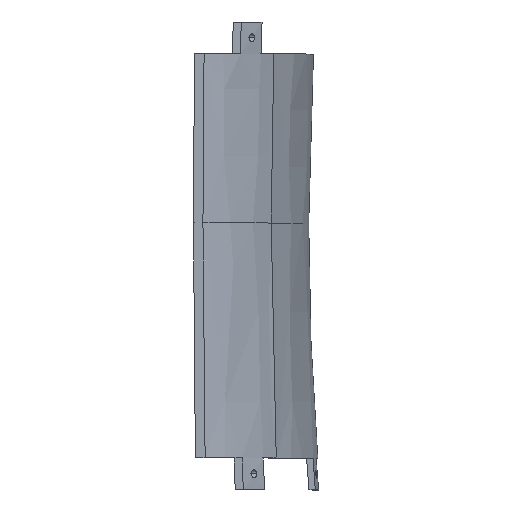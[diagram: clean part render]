
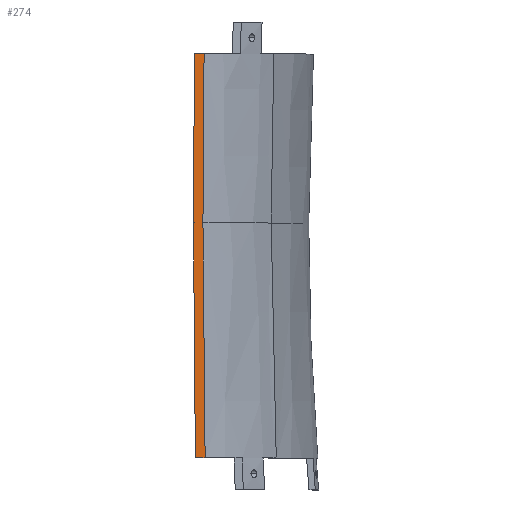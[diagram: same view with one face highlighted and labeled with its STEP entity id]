
A CAD part, top view. The second image highlights one B-rep face of the part: STEP entity #274.
In plain terms, the highlighted planar face has unit normal (0, 0, 1).
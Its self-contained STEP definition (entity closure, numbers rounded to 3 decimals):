
#35 = CARTESIAN_POINT ( 'NONE',  ( -83.645, -44.3, 109. ) ) ;
#215 = DIRECTION ( 'NONE',  ( 0., -1., 0. ) ) ;
#248 = EDGE_LOOP ( 'NONE', ( #1455, #1167, #1375, #795, #257, #880 ) ) ;
#257 = ORIENTED_EDGE ( 'NONE', *, *, #831, .T. ) ;
#263 = CARTESIAN_POINT ( 'NONE',  ( -81.55, -24.535, 109. ) ) ;
#274 = ADVANCED_FACE ( 'NONE', ( #413 ), #1125, .T. ) ;
#277 = VECTOR ( 'NONE', #1740, 1000. ) ;
#285 = DIRECTION ( 'NONE',  ( -1., 0., 0. ) ) ;
#294 = CARTESIAN_POINT ( 'NONE',  ( -84.048, 43.467, 109. ) ) ;
#313 = CARTESIAN_POINT ( 'NONE',  ( -81.449, 57.7, 109. ) ) ;
#354 = CARTESIAN_POINT ( 'NONE',  ( -84.132, 15., 109. ) ) ;
#413 = FACE_OUTER_BOUND ( 'NONE', #248, .T. ) ;
#431 = CARTESIAN_POINT ( 'NONE',  ( -81.186, -44.3, 109. ) ) ;
#461 = VERTEX_POINT ( 'NONE', #1360 ) ;
#483 = CARTESIAN_POINT ( 'NONE',  ( -83.88, 57.7, 109. ) ) ;
#502 = VERTEX_POINT ( 'NONE', #1672 ) ;
#522 = VERTEX_POINT ( 'NONE', #586 ) ;
#540 = EDGE_CURVE ( 'NONE', #461, #1972, #1029, .T. ) ;
#578 = B_SPLINE_CURVE_WITH_KNOTS ( 'NONE', 3,
 ( #35, #828, #1301, #354 ),
 .UNSPECIFIED., .F., .F.,
 ( 4, 4 ),
 ( 0., 0.059 ),
 .UNSPECIFIED. ) ;
#586 = CARTESIAN_POINT ( 'NONE',  ( -83.645, -44.3, 109. ) ) ;
#589 = CARTESIAN_POINT ( 'NONE',  ( -84.132, 15., 109. ) ) ;
#749 = CARTESIAN_POINT ( 'NONE',  ( -81.731, 15., 109. ) ) ;
#779 = CARTESIAN_POINT ( 'NONE',  ( -50., -44.3, 109. ) ) ;
#795 = ORIENTED_EDGE ( 'NONE', *, *, #540, .T. ) ;
#804 = VECTOR ( 'NONE', #285, 1000. ) ;
#828 = CARTESIAN_POINT ( 'NONE',  ( -83.97, -24.535, 109. ) ) ;
#831 = EDGE_CURVE ( 'NONE', #1972, #1363, #1675, .T. ) ;
#846 = CARTESIAN_POINT ( 'NONE',  ( -81.731, 15., 109. ) ) ;
#880 = ORIENTED_EDGE ( 'NONE', *, *, #1346, .T. ) ;
#902 = AXIS2_PLACEMENT_3D ( 'NONE', #779, #1673, #215 ) ;
#918 = VERTEX_POINT ( 'NONE', #483 ) ;
#950 = CARTESIAN_POINT ( 'NONE',  ( -81.731, 15., 109. ) ) ;
#1029 = B_SPLINE_CURVE_WITH_KNOTS ( 'NONE', 3,
 ( #431, #263, #1678, #749 ),
 .UNSPECIFIED., .F., .F.,
 ( 4, 4 ),
 ( 0., 0.059 ),
 .UNSPECIFIED. ) ;
#1079 = LINE ( 'NONE', #1115, #277 ) ;
#1115 = CARTESIAN_POINT ( 'NONE',  ( -50., 57.7, 109. ) ) ;
#1125 = PLANE ( 'NONE',  #902 ) ;
#1146 = EDGE_CURVE ( 'NONE', #461, #522, #2004, .T. ) ;
#1167 = ORIENTED_EDGE ( 'NONE', *, *, #1925, .F. ) ;
#1265 = CARTESIAN_POINT ( 'NONE',  ( -81.637, 43.467, 109. ) ) ;
#1301 = CARTESIAN_POINT ( 'NONE',  ( -84.132, -4.768, 109. ) ) ;
#1346 = EDGE_CURVE ( 'NONE', #1363, #918, #1079, .T. ) ;
#1352 = B_SPLINE_CURVE_WITH_KNOTS ( 'NONE', 3,
 ( #589, #2023, #294, #1404 ),
 .UNSPECIFIED., .F., .F.,
 ( 4, 4 ),
 ( 0., 0.043 ),
 .UNSPECIFIED. ) ;
#1360 = CARTESIAN_POINT ( 'NONE',  ( -81.186, -44.3, 109. ) ) ;
#1363 = VERTEX_POINT ( 'NONE', #1748 ) ;
#1375 = ORIENTED_EDGE ( 'NONE', *, *, #1146, .F. ) ;
#1404 = CARTESIAN_POINT ( 'NONE',  ( -83.88, 57.7, 109. ) ) ;
#1428 = CARTESIAN_POINT ( 'NONE',  ( -50., -44.3, 109. ) ) ;
#1455 = ORIENTED_EDGE ( 'NONE', *, *, #1759, .F. ) ;
#1564 = CARTESIAN_POINT ( 'NONE',  ( -81.731, 29.234, 109. ) ) ;
#1672 = CARTESIAN_POINT ( 'NONE',  ( -84.132, 15., 109. ) ) ;
#1673 = DIRECTION ( 'NONE',  ( 0., 0., 1. ) ) ;
#1675 = B_SPLINE_CURVE_WITH_KNOTS ( 'NONE', 3,
 ( #950, #1564, #1265, #313 ),
 .UNSPECIFIED., .F., .F.,
 ( 4, 4 ),
 ( 0., 0.043 ),
 .UNSPECIFIED. ) ;
#1678 = CARTESIAN_POINT ( 'NONE',  ( -81.731, -4.768, 109. ) ) ;
#1740 = DIRECTION ( 'NONE',  ( -1., 0., 0. ) ) ;
#1748 = CARTESIAN_POINT ( 'NONE',  ( -81.449, 57.7, 109. ) ) ;
#1759 = EDGE_CURVE ( 'NONE', #502, #918, #1352, .T. ) ;
#1925 = EDGE_CURVE ( 'NONE', #522, #502, #578, .T. ) ;
#1972 = VERTEX_POINT ( 'NONE', #846 ) ;
#2004 = LINE ( 'NONE', #1428, #804 ) ;
#2023 = CARTESIAN_POINT ( 'NONE',  ( -84.132, 29.234, 109. ) ) ;
